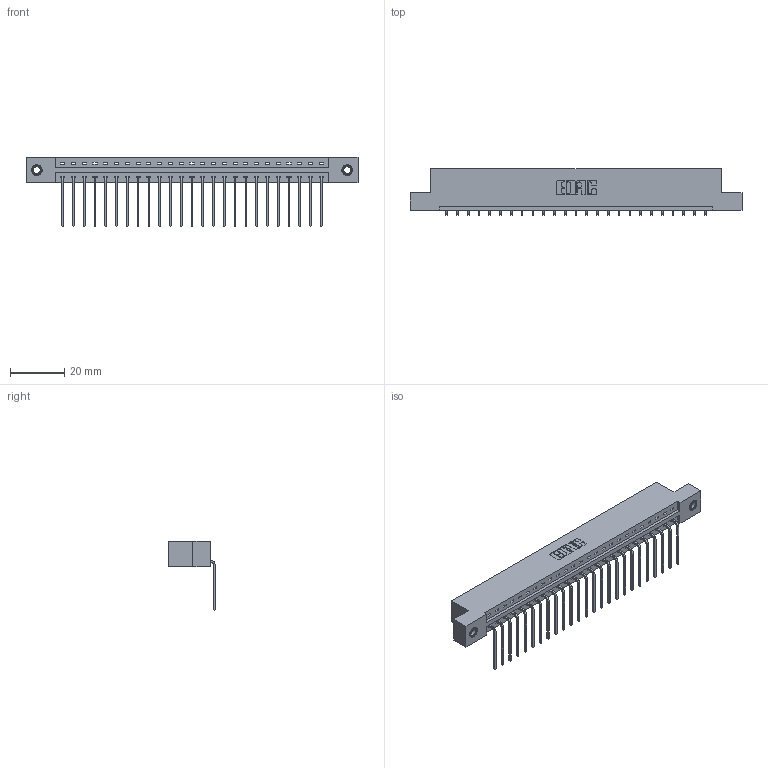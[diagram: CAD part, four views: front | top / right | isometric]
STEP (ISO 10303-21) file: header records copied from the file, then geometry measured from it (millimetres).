
FILE_DESCRIPTION (( 'STEP AP203' ), '1' );
FILE_NAME ('337-025-559-107.STEP', '2018-08-06T03:35:54', ( '' ), ( '' ), 'SwSTEP 2.0', 'SolidWorks 2016', '' );
FILE_SCHEMA (( 'CONFIG_CONTROL_DESIGN' ));
Length unit declared in the file: inch
Products named in the file (4): 337 Part_Flush Mounting Lugs - 0.156 Dia-TI; 345-292-001_558 559 Tail - 1; 345-250-001_345-250-005-103; 337-025-559-107
Assembly tree (28 placements, depth 2):
  337-025-559-107
    337 Part_Flush Mounting Lugs - 0.156 Dia-TI
    345-292-001_558 559 Tail - 1  x25
    345-250-001_345-250-005-103  x2
Bounding box: 122.07 x 17.09 x 25.53 mm (x, y, z)
Volume: 12544.4 mm3; surface area: 13421.2 mm2
Topology: 28 solids, 28 shells, 1774 faces, 5297 edges, 3490 vertices
Faces by surface type: plane 1302, cylinder 456, cone 12, torus 4
Entity records: 22052 total; most frequent: CARTESIAN_POINT 3820, ORIENTED_EDGE 3774, DIRECTION 3283, EDGE_CURVE 1887, LINE 1739, VECTOR 1739, VERTEX_POINT 1252, AXIS2_PLACEMENT_3D 772
